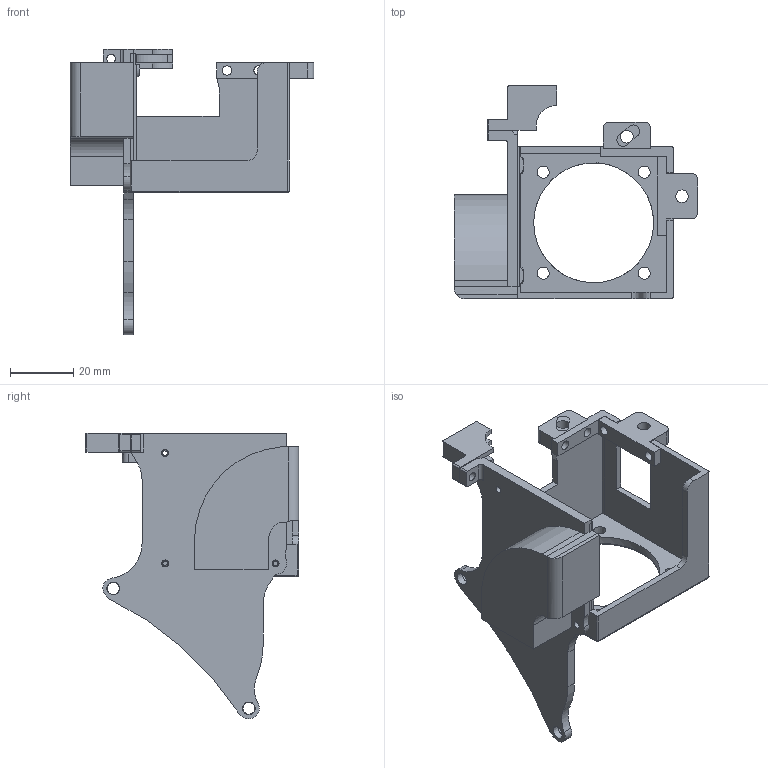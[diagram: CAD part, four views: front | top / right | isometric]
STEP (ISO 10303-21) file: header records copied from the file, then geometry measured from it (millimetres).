
FILE_DESCRIPTION(/* description */ (''),/* implementation_level */ '2;1');
FILE_NAME(/* name */ '5015_Fan_Mount v2.step',/* time_stamp */ '2019-01-16T03:28:19-05:00',/* author */ ('mangled.baby.ducks'),/* organization */ (''),/* preprocessor_version */ 'ST-DEVELOPER v17.2',/* originating_system */ 'Autodesk Translation Framework v7.6.0.251',/* authorisation */ '');
FILE_SCHEMA (('AUTOMOTIVE_DESIGN { 1 0 10303 214 3 1 1 }'));
Length unit declared in the file: millimetre
Products named in the file (1): 5015_Fan_Mount
Bounding box: 77.2 x 67.55 x 90.47 mm (x, y, z)
Volume: 32864.9 mm3; surface area: 37294.1 mm2
Topology: 6 solids, 6 shells, 283 faces, 820 edges, 539 vertices
Faces by surface type: plane 156, cylinder 107, cone 15, sphere 4, torus 1
Full cylindrical faces by diameter (mm): 2.2 x3, 2.95 x2, 3 x8, 3.1 x1, 3.8 x2, 4 x2, 38 x1
Entity records: 9665 total; most frequent: CARTESIAN_POINT 1781, ORIENTED_EDGE 1640, DIRECTION 1637, EDGE_CURVE 820, AXIS2_PLACEMENT_3D 551, VERTEX_POINT 539, LINE 535, VECTOR 535
